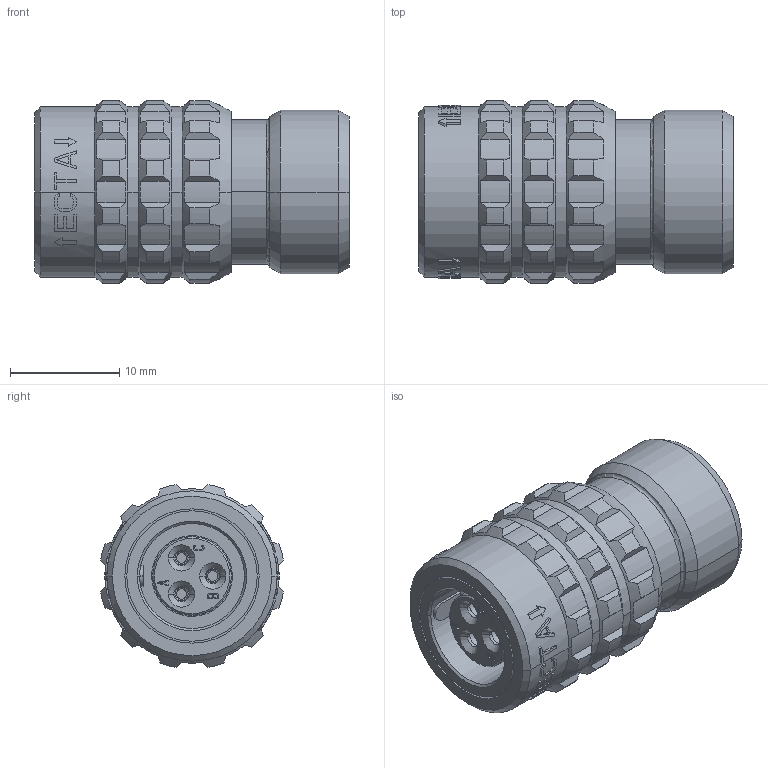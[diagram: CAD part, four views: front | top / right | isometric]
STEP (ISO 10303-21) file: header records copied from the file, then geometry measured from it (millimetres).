
FILE_DESCRIPTION((''),'2;1');
FILE_NAME('1332M003FZ','2024-07-24T13:11:51',('paultorloting'),('NET AG system integration'),'CREO PARAMETRIC BY PTC INC, 2021404','CREO PARAMETRIC BY PTC INC, 2021404','');
FILE_SCHEMA(('AUTOMOTIVE_DESIGN { 1 0 10303 214 1 1 1 1 }'));
Length unit declared in the file: millimetre
Products named in the file (1): 1332M003FZ
Bounding box: 28.8 x 16.75 x 16.75 mm (x, y, z)
Volume: 3408.9 mm3; surface area: 4467.8 mm2
Topology: 1 solids, 6 shells, 916 faces, 2462 edges, 1608 vertices
Faces by surface type: plane 557, cylinder 235, cone 61, torus 49, sphere 8, bspline 6
Entity records: 42005 total; most frequent: CARTESIAN_POINT 12736, ORIENTED_EDGE 4908, DIRECTION 4564, EDGE_CURVE 2454, AXIS2_PLACEMENT_3D 1628, VERTEX_POINT 1608, VECTOR 1305, LINE 1305
